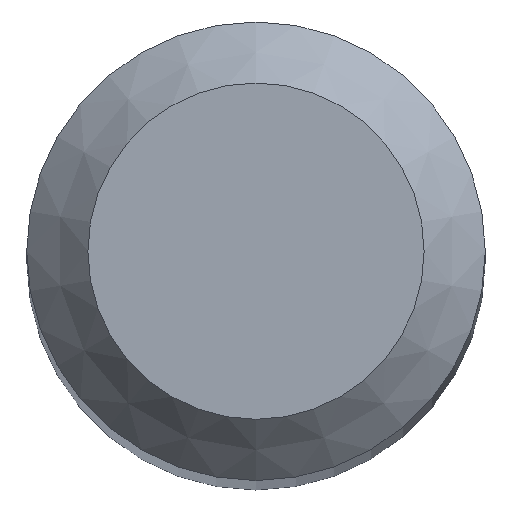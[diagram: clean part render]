
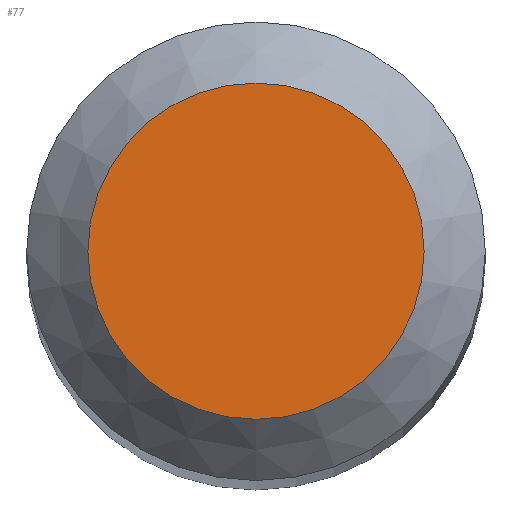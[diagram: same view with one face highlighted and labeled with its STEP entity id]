
A CAD part, top view. The second image highlights one B-rep face of the part: STEP entity #77.
In plain terms, the highlighted planar face has unit normal (0, 0, 1).
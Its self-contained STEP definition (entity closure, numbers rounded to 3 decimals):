
#10 = CARTESIAN_POINT ( 'NONE',  ( 0., 1.1, 50. ) ) ;
#17 = CIRCLE ( 'NONE', #23, 1.1 ) ;
#23 = AXIS2_PLACEMENT_3D ( 'NONE', #25, #145, #83 ) ;
#25 = CARTESIAN_POINT ( 'NONE',  ( 0., 0., 50. ) ) ;
#34 = FACE_OUTER_BOUND ( 'NONE', #125, .T. ) ;
#77 = ADVANCED_FACE ( 'NONE', ( #34 ), #78, .F. ) ;
#78 = PLANE ( 'NONE',  #158 ) ;
#83 = DIRECTION ( 'NONE',  ( 0., 1., 0. ) ) ;
#106 = DIRECTION ( 'NONE',  ( 0., 1., 0. ) ) ;
#125 = EDGE_LOOP ( 'NONE', ( #142 ) ) ;
#142 = ORIENTED_EDGE ( 'NONE', *, *, #151, .F. ) ;
#145 = DIRECTION ( 'NONE',  ( 0., 0., -1. ) ) ;
#151 = EDGE_CURVE ( 'NONE', #252, #252, #17, .T. ) ;
#158 = AXIS2_PLACEMENT_3D ( 'NONE', #251, #231, #106 ) ;
#231 = DIRECTION ( 'NONE',  ( 0., 0., -1. ) ) ;
#251 = CARTESIAN_POINT ( 'NONE',  ( 0., 0., 50. ) ) ;
#252 = VERTEX_POINT ( 'NONE', #10 ) ;
